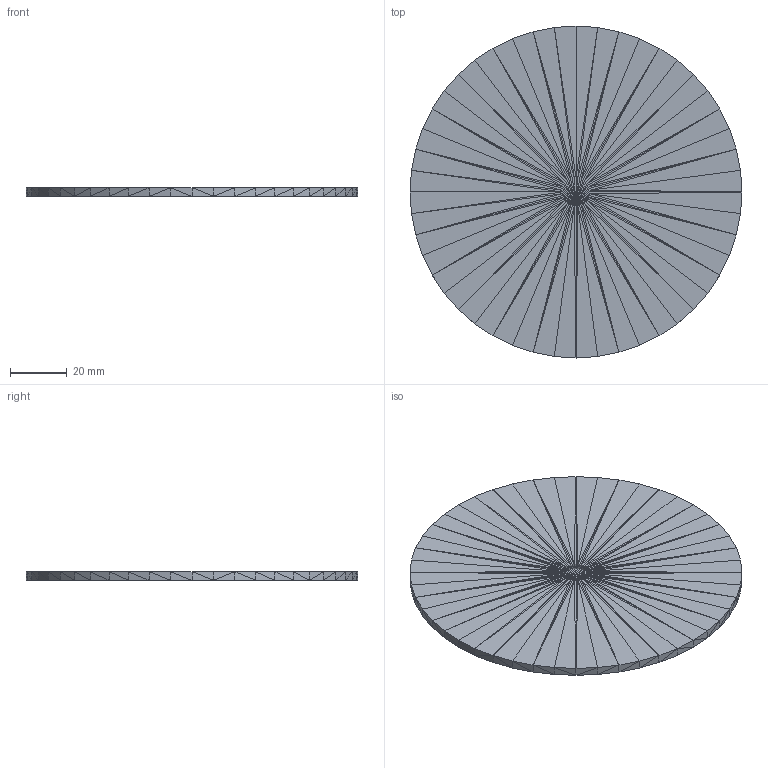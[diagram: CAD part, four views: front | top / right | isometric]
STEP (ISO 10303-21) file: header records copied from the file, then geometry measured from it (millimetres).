
FILE_DESCRIPTION((''),'2;1');
FILE_NAME('TALIR', '2026-01-25T10:41:17', (''), (''), 'ImageToStl.com STEP Converter','', '');
FILE_SCHEMA(('AUTOMOTIVE_DESIGN_CC2'));
Length unit declared in the file: metre
Products named in the file (1): product0
Bounding box: 117 x 117 x 3 mm (x, y, z)
Surface area: 22606.2 mm2 (no closed solid volume)
Topology: 0 solids, 380 shells, 380 faces, 1140 edges, 192 vertices
Faces by surface type: plane 380
Entity records: 8772 total; most frequent: DIRECTION 1902, ORIENTED_EDGE 1140, EDGE_CURVE 1140, LINE 1140, VECTOR 1140, AXIS2_PLACEMENT_3D 381, FACE_SURFACE 380, PLANE 380
